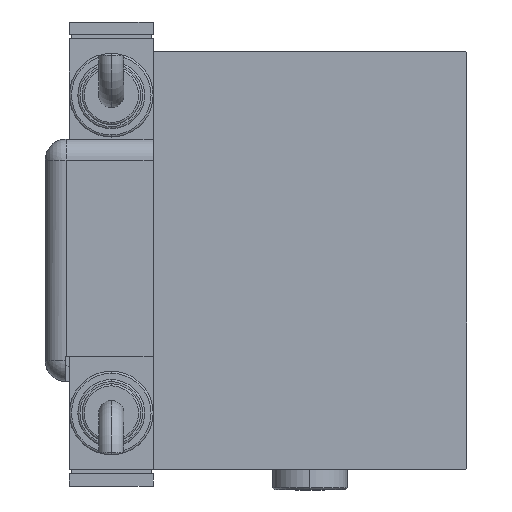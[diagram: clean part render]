
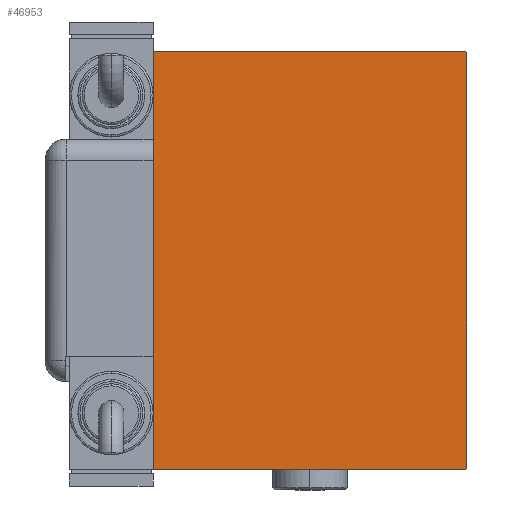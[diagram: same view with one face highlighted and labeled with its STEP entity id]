
A CAD part, left-side view. The second image highlights one B-rep face of the part: STEP entity #46953.
In plain terms, the highlighted face is planar.
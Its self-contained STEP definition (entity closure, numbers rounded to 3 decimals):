
#845 = VECTOR ( 'NONE', #41347, 1000. ) ;
#2239 = EDGE_CURVE ( 'NONE', #21119, #56145, #6533, .T. ) ;
#2485 = DIRECTION ( 'NONE',  ( 1., 0., 0. ) ) ;
#3773 = VERTEX_POINT ( 'NONE', #45723 ) ;
#3789 = EDGE_CURVE ( 'NONE', #11797, #56101, #55404, .T. ) ;
#4015 = AXIS2_PLACEMENT_3D ( 'NONE', #50965, #2485, #20948 ) ;
#5251 = EDGE_LOOP ( 'NONE', ( #16909, #17502, #18806, #26285, #27657, #16791, #59410, #8767 ) ) ;
#6533 = LINE ( 'NONE', #11217, #8756 ) ;
#6995 = VECTOR ( 'NONE', #43955, 1000. ) ;
#7567 = CARTESIAN_POINT ( 'NONE',  ( 153., 43.6, -43.6 ) ) ;
#8051 = CARTESIAN_POINT ( 'NONE',  ( 153., 37.5, -50. ) ) ;
#8756 = VECTOR ( 'NONE', #42099, 1000. ) ;
#8767 = ORIENTED_EDGE ( 'NONE', *, *, #26617, .T. ) ;
#10406 = CARTESIAN_POINT ( 'NONE',  ( 153., -37.5, -50. ) ) ;
#11186 = CARTESIAN_POINT ( 'NONE',  ( 153., 37.5, 50. ) ) ;
#11217 = CARTESIAN_POINT ( 'NONE',  ( 153., 43.6, 43.6 ) ) ;
#11797 = VERTEX_POINT ( 'NONE', #52259 ) ;
#12321 = EDGE_CURVE ( 'NONE', #56101, #53348, #38039, .T. ) ;
#13048 = VECTOR ( 'NONE', #13811, 1000. ) ;
#13811 = DIRECTION ( 'NONE',  ( 0., -1., 0. ) ) ;
#14488 = LINE ( 'NONE', #10406, #31440 ) ;
#16791 = ORIENTED_EDGE ( 'NONE', *, *, #3789, .T. ) ;
#16909 = ORIENTED_EDGE ( 'NONE', *, *, #59383, .T. ) ;
#17365 = DIRECTION ( 'NONE',  ( 0., 0.707, -0.707 ) ) ;
#17502 = ORIENTED_EDGE ( 'NONE', *, *, #26091, .T. ) ;
#18806 = ORIENTED_EDGE ( 'NONE', *, *, #29316, .T. ) ;
#19037 = LINE ( 'NONE', #7567, #39273 ) ;
#19933 = CARTESIAN_POINT ( 'NONE',  ( 153., 37.2, 50. ) ) ;
#20948 = DIRECTION ( 'NONE',  ( 0., 0., -1. ) ) ;
#21119 = VERTEX_POINT ( 'NONE', #54389 ) ;
#21793 = CARTESIAN_POINT ( 'NONE',  ( 153., -37.2, -50. ) ) ;
#22249 = CARTESIAN_POINT ( 'NONE',  ( 153., -43.6, 43.6 ) ) ;
#22983 = LINE ( 'NONE', #47074, #41292 ) ;
#23819 = VERTEX_POINT ( 'NONE', #49252 ) ;
#26091 = EDGE_CURVE ( 'NONE', #23819, #3773, #19037, .T. ) ;
#26285 = ORIENTED_EDGE ( 'NONE', *, *, #2239, .T. ) ;
#26617 = EDGE_CURVE ( 'NONE', #53348, #60807, #22983, .T. ) ;
#27134 = DIRECTION ( 'NONE',  ( 0., 0., 1. ) ) ;
#27657 = ORIENTED_EDGE ( 'NONE', *, *, #48157, .T. ) ;
#28276 = DIRECTION ( 'NONE',  ( 0., 1., 0. ) ) ;
#29316 = EDGE_CURVE ( 'NONE', #3773, #21119, #31828, .T. ) ;
#31440 = VECTOR ( 'NONE', #28276, 1000. ) ;
#31828 = LINE ( 'NONE', #8051, #59337 ) ;
#36040 = DIRECTION ( 'NONE',  ( 0., 0.707, 0.707 ) ) ;
#38039 = LINE ( 'NONE', #58007, #6995 ) ;
#39273 = VECTOR ( 'NONE', #36040, 1000. ) ;
#41292 = VECTOR ( 'NONE', #17365, 1000. ) ;
#41347 = DIRECTION ( 'NONE',  ( 0., -0.707, -0.707 ) ) ;
#42099 = DIRECTION ( 'NONE',  ( 0., -0.707, 0.707 ) ) ;
#43365 = CARTESIAN_POINT ( 'NONE',  ( 153., -37.5, -49.7 ) ) ;
#43955 = DIRECTION ( 'NONE',  ( 0., 0., -1. ) ) ;
#44724 = PLANE ( 'NONE',  #4015 ) ;
#45723 = CARTESIAN_POINT ( 'NONE',  ( 153., 37.5, -49.7 ) ) ;
#45966 = FACE_OUTER_BOUND ( 'NONE', #5251, .T. ) ;
#46953 = ADVANCED_FACE ( 'NONE', ( #45966 ), #44724, .T. ) ;
#47074 = CARTESIAN_POINT ( 'NONE',  ( 153., -43.6, -43.6 ) ) ;
#48157 = EDGE_CURVE ( 'NONE', #56145, #11797, #56657, .T. ) ;
#49252 = CARTESIAN_POINT ( 'NONE',  ( 153., 37.2, -50. ) ) ;
#50965 = CARTESIAN_POINT ( 'NONE',  ( 153., 0., 0. ) ) ;
#52259 = CARTESIAN_POINT ( 'NONE',  ( 153., -37.2, 50. ) ) ;
#53348 = VERTEX_POINT ( 'NONE', #43365 ) ;
#54323 = CARTESIAN_POINT ( 'NONE',  ( 153., -37.5, 49.7 ) ) ;
#54389 = CARTESIAN_POINT ( 'NONE',  ( 153., 37.5, 49.7 ) ) ;
#55404 = LINE ( 'NONE', #22249, #845 ) ;
#56101 = VERTEX_POINT ( 'NONE', #54323 ) ;
#56145 = VERTEX_POINT ( 'NONE', #19933 ) ;
#56657 = LINE ( 'NONE', #11186, #13048 ) ;
#58007 = CARTESIAN_POINT ( 'NONE',  ( 153., -37.5, 50. ) ) ;
#59337 = VECTOR ( 'NONE', #27134, 1000. ) ;
#59383 = EDGE_CURVE ( 'NONE', #60807, #23819, #14488, .T. ) ;
#59410 = ORIENTED_EDGE ( 'NONE', *, *, #12321, .T. ) ;
#60807 = VERTEX_POINT ( 'NONE', #21793 ) ;
